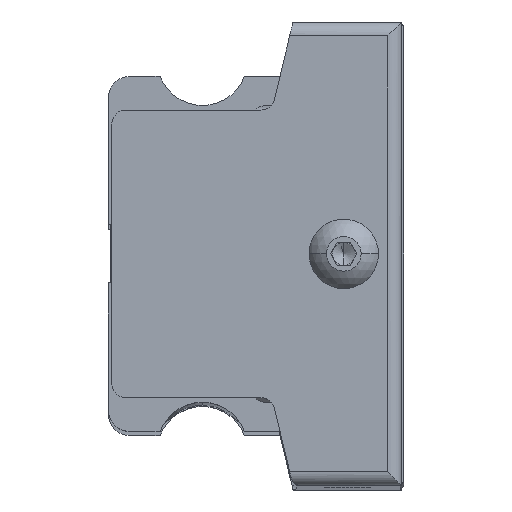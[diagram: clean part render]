
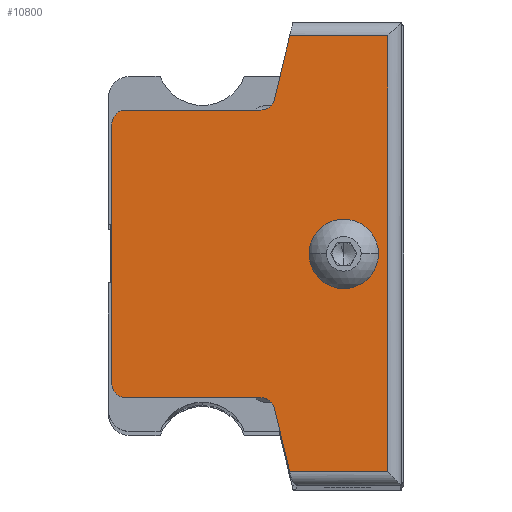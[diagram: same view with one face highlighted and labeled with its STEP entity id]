
A CAD part, top view. The second image highlights one B-rep face of the part: STEP entity #10800.
In plain terms, the highlighted planar face has unit normal (0, 0, 1).
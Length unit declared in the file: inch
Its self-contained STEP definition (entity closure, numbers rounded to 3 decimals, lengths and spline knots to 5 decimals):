
#21 = VERTEX_POINT ( 'NONE', #7041 ) ;
#284 = ORIENTED_EDGE ( 'NONE', *, *, #2965, .T. ) ;
#562 = AXIS2_PLACEMENT_3D ( 'NONE', #6862, #705, #26779 ) ;
#705 = DIRECTION ( 'NONE',  ( 0., 0., -1. ) ) ;
#1001 = CARTESIAN_POINT ( 'NONE',  ( 0.45554, -0.56, -1.01121 ) ) ;
#2116 = DIRECTION ( 'NONE',  ( 0.233, 0.972, 0. ) ) ;
#2224 = VERTEX_POINT ( 'NONE', #21858 ) ;
#2319 = CARTESIAN_POINT ( 'NONE',  ( 1.16237, 0.94, -1.01121 ) ) ;
#2554 = CARTESIAN_POINT ( 'NONE',  ( 1.08554, 0.62, -1.01121 ) ) ;
#2656 = DIRECTION ( 'NONE',  ( 0., 0., 1. ) ) ;
#2965 = EDGE_CURVE ( 'NONE', #11035, #23206, #4369, .T. ) ;
#3222 = PLANE ( 'NONE',  #23465 ) ;
#3489 = CARTESIAN_POINT ( 'NONE',  ( 1.03824, -0.68, -1.01121 ) ) ;
#3770 = LINE ( 'NONE', #27274, #11858 ) ;
#4043 = EDGE_CURVE ( 'NONE', #17093, #9203, #22288, .T. ) ;
#4196 = LINE ( 'NONE', #11080, #22933 ) ;
#4217 = VECTOR ( 'NONE', #2116, 39.37008 ) ;
#4369 = LINE ( 'NONE', #15263, #16719 ) ;
#4449 = EDGE_CURVE ( 'NONE', #27368, #2224, #8558, .T. ) ;
#4780 = CARTESIAN_POINT ( 'NONE',  ( 0.39554, 0.56, -1.01121 ) ) ;
#4886 = VERTEX_POINT ( 'NONE', #17346 ) ;
#4949 = CARTESIAN_POINT ( 'NONE',  ( 1.58554, 0.62, -1.01121 ) ) ;
#5115 = VECTOR ( 'NONE', #27317, 39.37008 ) ;
#5306 = CARTESIAN_POINT ( 'NONE',  ( 1.09659, 0.66599, -1.01121 ) ) ;
#5438 = CARTESIAN_POINT ( 'NONE',  ( 1.03824, -0.62, -1.01121 ) ) ;
#6023 = EDGE_CURVE ( 'NONE', #4886, #17093, #3770, .T. ) ;
#6132 = DIRECTION ( 'NONE',  ( 0., 0., 1. ) ) ;
#6235 = CARTESIAN_POINT ( 'NONE',  ( 1.58554, 0.94, -1.01121 ) ) ;
#6512 = CIRCLE ( 'NONE', #562, 0.06 ) ;
#6862 = CARTESIAN_POINT ( 'NONE',  ( 1.03824, 0.68, -1.01121 ) ) ;
#6965 = VERTEX_POINT ( 'NONE', #14036 ) ;
#6966 = DIRECTION ( 'NONE',  ( 0., 1., 0. ) ) ;
#7035 = EDGE_CURVE ( 'NONE', #4886, #21, #8551, .T. ) ;
#7041 = CARTESIAN_POINT ( 'NONE',  ( 1.09659, -0.66599, -1.01121 ) ) ;
#7365 = DIRECTION ( 'NONE',  ( 0., -1., 0. ) ) ;
#7992 = ORIENTED_EDGE ( 'NONE', *, *, #15859, .T. ) ;
#8061 = ORIENTED_EDGE ( 'NONE', *, *, #9111, .T. ) ;
#8372 = DIRECTION ( 'NONE',  ( 0., -1., 0. ) ) ;
#8406 = ORIENTED_EDGE ( 'NONE', *, *, #15279, .T. ) ;
#8415 = EDGE_LOOP ( 'NONE', ( #8061, #23158, #284, #10140, #8406, #14458, #23862, #24620, #22899, #7992, #16370, #21182 ) ) ;
#8549 = CARTESIAN_POINT ( 'NONE',  ( 0.39554, -0.56, -1.01121 ) ) ;
#8551 = LINE ( 'NONE', #14879, #22388 ) ;
#8558 = CIRCLE ( 'NONE', #19061, 0.125 ) ;
#8775 = CIRCLE ( 'NONE', #10625, 0.06 ) ;
#8818 = EDGE_LOOP ( 'NONE', ( #13136, #17473 ) ) ;
#8833 = EDGE_CURVE ( 'NONE', #2224, #27368, #25206, .T. ) ;
#9111 = EDGE_CURVE ( 'NONE', #11545, #6965, #16424, .T. ) ;
#9203 = VERTEX_POINT ( 'NONE', #6235 ) ;
#9523 = FACE_OUTER_BOUND ( 'NONE', #8415, .T. ) ;
#10140 = ORIENTED_EDGE ( 'NONE', *, *, #11623, .T. ) ;
#10303 = DIRECTION ( 'NONE',  ( -0.233, 0.972, 0. ) ) ;
#10625 = AXIS2_PLACEMENT_3D ( 'NONE', #10871, #6132, #26321 ) ;
#10800 = ADVANCED_FACE ( 'NONE', ( #9523, #18679 ), #3222, .F. ) ;
#10871 = CARTESIAN_POINT ( 'NONE',  ( 0.45554, 0.56, -1.01121 ) ) ;
#11035 = VERTEX_POINT ( 'NONE', #4780 ) ;
#11080 = CARTESIAN_POINT ( 'NONE',  ( 0.39554, 0.94, -1.01121 ) ) ;
#11265 = CARTESIAN_POINT ( 'NONE',  ( 1.39554, 0., -1.01121 ) ) ;
#11545 = VERTEX_POINT ( 'NONE', #19908 ) ;
#11623 = EDGE_CURVE ( 'NONE', #23206, #23577, #14353, .T. ) ;
#11705 = VERTEX_POINT ( 'NONE', #5306 ) ;
#11808 = DIRECTION ( 'NONE',  ( 0., 1., 0. ) ) ;
#11858 = VECTOR ( 'NONE', #21236, 39.37008 ) ;
#12796 = DIRECTION ( 'NONE',  ( -1., 0., 0. ) ) ;
#12826 = CARTESIAN_POINT ( 'NONE',  ( 0.45554, -0.62, -1.01121 ) ) ;
#12944 = CIRCLE ( 'NONE', #16144, 0.06 ) ;
#13136 = ORIENTED_EDGE ( 'NONE', *, *, #8833, .F. ) ;
#13562 = CARTESIAN_POINT ( 'NONE',  ( 1.58554, -0.94, -1.01121 ) ) ;
#14036 = CARTESIAN_POINT ( 'NONE',  ( 0.45554, 0.62, -1.01121 ) ) ;
#14050 = DIRECTION ( 'NONE',  ( 0., 0., 1. ) ) ;
#14353 = CIRCLE ( 'NONE', #17080, 0.06 ) ;
#14458 = ORIENTED_EDGE ( 'NONE', *, *, #26481, .T. ) ;
#14611 = EDGE_CURVE ( 'NONE', #6965, #11035, #8775, .T. ) ;
#14852 = EDGE_CURVE ( 'NONE', #11705, #20859, #19708, .T. ) ;
#14879 = CARTESIAN_POINT ( 'NONE',  ( 1.08554, -0.62, -1.01121 ) ) ;
#15263 = CARTESIAN_POINT ( 'NONE',  ( 0.39554, -0.62, -1.01121 ) ) ;
#15279 = EDGE_CURVE ( 'NONE', #23577, #25840, #25151, .T. ) ;
#15637 = AXIS2_PLACEMENT_3D ( 'NONE', #11265, #2656, #7365 ) ;
#15859 = EDGE_CURVE ( 'NONE', #9203, #20859, #4196, .T. ) ;
#15914 = DIRECTION ( 'NONE',  ( 0., 1., 0. ) ) ;
#16144 = AXIS2_PLACEMENT_3D ( 'NONE', #3489, #24828, #11808 ) ;
#16370 = ORIENTED_EDGE ( 'NONE', *, *, #14852, .F. ) ;
#16424 = LINE ( 'NONE', #20435, #5115 ) ;
#16531 = VECTOR ( 'NONE', #16717, 39.37008 ) ;
#16717 = DIRECTION ( 'NONE',  ( 1., 0., 0. ) ) ;
#16719 = VECTOR ( 'NONE', #28139, 39.37008 ) ;
#17080 = AXIS2_PLACEMENT_3D ( 'NONE', #1001, #14050, #15914 ) ;
#17093 = VERTEX_POINT ( 'NONE', #13562 ) ;
#17346 = CARTESIAN_POINT ( 'NONE',  ( 1.16237, -0.94, -1.01121 ) ) ;
#17473 = ORIENTED_EDGE ( 'NONE', *, *, #4449, .F. ) ;
#18679 = FACE_BOUND ( 'NONE', #8818, .T. ) ;
#19061 = AXIS2_PLACEMENT_3D ( 'NONE', #27995, #23826, #8372 ) ;
#19708 = LINE ( 'NONE', #2554, #4217 ) ;
#19908 = CARTESIAN_POINT ( 'NONE',  ( 1.03824, 0.62, -1.01121 ) ) ;
#20435 = CARTESIAN_POINT ( 'NONE',  ( 1.08554, 0.62, -1.01121 ) ) ;
#20859 = VERTEX_POINT ( 'NONE', #2319 ) ;
#20985 = CARTESIAN_POINT ( 'NONE',  ( 1.08554, -0.62, -1.01121 ) ) ;
#21182 = ORIENTED_EDGE ( 'NONE', *, *, #22691, .T. ) ;
#21236 = DIRECTION ( 'NONE',  ( 1., 0., 0. ) ) ;
#21333 = VECTOR ( 'NONE', #6966, 39.37008 ) ;
#21858 = CARTESIAN_POINT ( 'NONE',  ( 1.39554, 0.125, -1.01121 ) ) ;
#22288 = LINE ( 'NONE', #4949, #21333 ) ;
#22388 = VECTOR ( 'NONE', #10303, 39.37008 ) ;
#22691 = EDGE_CURVE ( 'NONE', #11705, #11545, #6512, .T. ) ;
#22899 = ORIENTED_EDGE ( 'NONE', *, *, #4043, .T. ) ;
#22933 = VECTOR ( 'NONE', #12796, 39.37008 ) ;
#23158 = ORIENTED_EDGE ( 'NONE', *, *, #14611, .T. ) ;
#23206 = VERTEX_POINT ( 'NONE', #8549 ) ;
#23465 = AXIS2_PLACEMENT_3D ( 'NONE', #27575, #26995, #27423 ) ;
#23577 = VERTEX_POINT ( 'NONE', #12826 ) ;
#23826 = DIRECTION ( 'NONE',  ( 0., 0., 1. ) ) ;
#23862 = ORIENTED_EDGE ( 'NONE', *, *, #7035, .F. ) ;
#24016 = CARTESIAN_POINT ( 'NONE',  ( 1.39554, -0.125, -1.01121 ) ) ;
#24620 = ORIENTED_EDGE ( 'NONE', *, *, #6023, .T. ) ;
#24828 = DIRECTION ( 'NONE',  ( 0., 0., -1. ) ) ;
#25151 = LINE ( 'NONE', #20985, #16531 ) ;
#25206 = CIRCLE ( 'NONE', #15637, 0.125 ) ;
#25840 = VERTEX_POINT ( 'NONE', #5438 ) ;
#26321 = DIRECTION ( 'NONE',  ( 0., 1., 0. ) ) ;
#26481 = EDGE_CURVE ( 'NONE', #25840, #21, #12944, .T. ) ;
#26779 = DIRECTION ( 'NONE',  ( 0., 1., 0. ) ) ;
#26995 = DIRECTION ( 'NONE',  ( 0., 0., -1. ) ) ;
#27274 = CARTESIAN_POINT ( 'NONE',  ( 0.39554, -0.94, -1.01121 ) ) ;
#27317 = DIRECTION ( 'NONE',  ( -1., 0., 0. ) ) ;
#27368 = VERTEX_POINT ( 'NONE', #24016 ) ;
#27423 = DIRECTION ( 'NONE',  ( 0., 1., 0. ) ) ;
#27575 = CARTESIAN_POINT ( 'NONE',  ( 0.39554, 0.62, -1.01121 ) ) ;
#27995 = CARTESIAN_POINT ( 'NONE',  ( 1.39554, 0., -1.01121 ) ) ;
#28139 = DIRECTION ( 'NONE',  ( 0., -1., 0. ) ) ;
